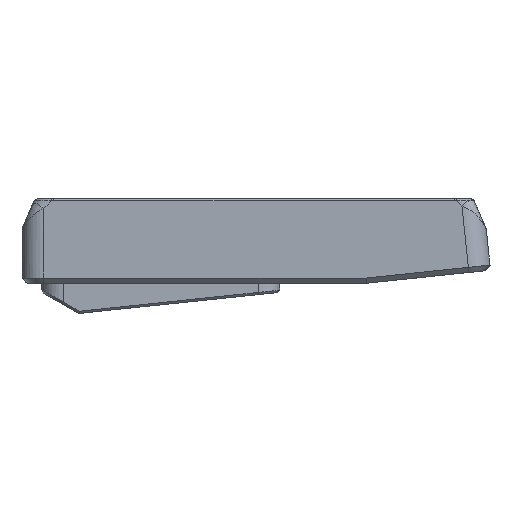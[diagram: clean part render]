
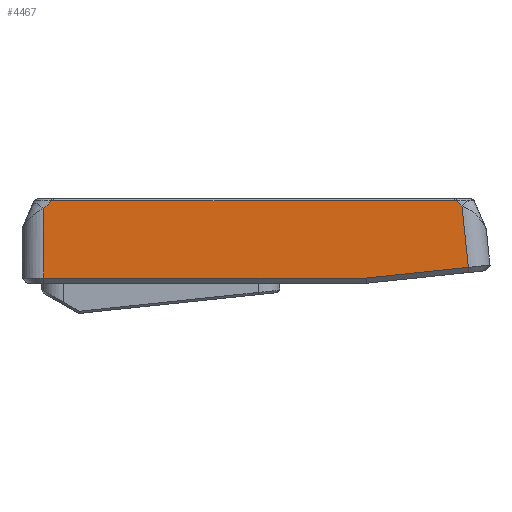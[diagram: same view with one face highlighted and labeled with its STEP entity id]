
A CAD part, left-side view. The second image highlights one B-rep face of the part: STEP entity #4467.
In plain terms, the highlighted planar face has unit normal (-1, 0, 0).
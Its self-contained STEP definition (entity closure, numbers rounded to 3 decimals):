
#46=B_SPLINE_CURVE_WITH_KNOTS('',3,(#7019,#7020,#7021,#7022,#7023),
 .UNSPECIFIED.,.F.,.F.,(4,1,4),(-1.053,-0.992,-0.866),
 .UNSPECIFIED.);
#47=B_SPLINE_CURVE_WITH_KNOTS('',3,(#7025,#7026,#7027,#7028),
 .UNSPECIFIED.,.F.,.F.,(4,4),(-0.612,-0.562),
 .UNSPECIFIED.);
#48=B_SPLINE_CURVE_WITH_KNOTS('',3,(#7032,#7033,#7034,#7035),
 .UNSPECIFIED.,.F.,.F.,(4,4),(-0.05,0.),
 .UNSPECIFIED.);
#49=B_SPLINE_CURVE_WITH_KNOTS('',3,(#7036,#7037,#7038,#7039,#7040),
 .UNSPECIFIED.,.F.,.F.,(4,1,4),(-0.216,0.,0.059),
 .UNSPECIFIED.);
#364=FACE_OUTER_BOUND('',#640,.T.);
#640=EDGE_LOOP('',(#3549,#3550,#3551,#3552,#3553,#3554,#3555,#3556,#3557));
#1182=LINE('',#6963,#1603);
#1195=LINE('',#6996,#1616);
#1198=LINE('',#7005,#1619);
#1199=LINE('',#7017,#1620);
#1200=LINE('',#7030,#1621);
#1603=VECTOR('',#5712,10.);
#1616=VECTOR('',#5747,10.);
#1619=VECTOR('',#5758,10.);
#1620=VECTOR('',#5761,10.);
#1621=VECTOR('',#5762,10.);
#2043=VERTEX_POINT('',#6961);
#2044=VERTEX_POINT('',#6962);
#2052=VERTEX_POINT('',#6989);
#2055=VERTEX_POINT('',#7004);
#2056=VERTEX_POINT('',#7016);
#2057=VERTEX_POINT('',#7018);
#2058=VERTEX_POINT('',#7024);
#2059=VERTEX_POINT('',#7029);
#2060=VERTEX_POINT('',#7031);
#2568=EDGE_CURVE('',#2043,#2044,#1182,.T.);
#2586=EDGE_CURVE('',#2052,#2043,#1195,.T.);
#2590=EDGE_CURVE('',#2044,#2055,#1198,.T.);
#2592=EDGE_CURVE('',#2056,#2052,#1199,.T.);
#2593=EDGE_CURVE('',#2057,#2056,#46,.T.);
#2594=EDGE_CURVE('',#2058,#2057,#47,.T.);
#2595=EDGE_CURVE('',#2059,#2058,#1200,.T.);
#2596=EDGE_CURVE('',#2060,#2059,#48,.T.);
#2597=EDGE_CURVE('',#2055,#2060,#49,.T.);
#3549=ORIENTED_EDGE('',*,*,#2568,.F.);
#3550=ORIENTED_EDGE('',*,*,#2586,.F.);
#3551=ORIENTED_EDGE('',*,*,#2592,.F.);
#3552=ORIENTED_EDGE('',*,*,#2593,.F.);
#3553=ORIENTED_EDGE('',*,*,#2594,.F.);
#3554=ORIENTED_EDGE('',*,*,#2595,.F.);
#3555=ORIENTED_EDGE('',*,*,#2596,.F.);
#3556=ORIENTED_EDGE('',*,*,#2597,.F.);
#3557=ORIENTED_EDGE('',*,*,#2590,.F.);
#4284=PLANE('',#4857);
#4467=ADVANCED_FACE('',(#364),#4284,.T.);
#4857=AXIS2_PLACEMENT_3D('',#7015,#5759,#5760);
#5712=DIRECTION('',(0.,1.,0.));
#5747=DIRECTION('',(0.,0.995,-0.105));
#5758=DIRECTION('',(0.,0.,1.));
#5759=DIRECTION('center_axis',(-1.,0.,0.));
#5760=DIRECTION('ref_axis',(0.,0.,1.));
#5761=DIRECTION('',(0.,-0.105,-0.995));
#5762=DIRECTION('',(0.,-1.,0.));
#6961=CARTESIAN_POINT('',(-12.325,-63.887,-11.3));
#6962=CARTESIAN_POINT('',(-12.325,10.325,-11.3));
#6963=CARTESIAN_POINT('',(-12.325,-51.275,-11.3));
#6989=CARTESIAN_POINT('',(-12.325,-87.425,-8.826));
#6996=CARTESIAN_POINT('',(-12.325,-66.081,-11.069));
#7004=CARTESIAN_POINT('',(-12.325,10.325,4.672));
#7005=CARTESIAN_POINT('',(-12.325,10.325,-7.625));
#7015=CARTESIAN_POINT('Origin',(-12.325,-38.599,-2.75));
#7016=CARTESIAN_POINT('',(-12.325,-85.944,5.269));
#7017=CARTESIAN_POINT('',(-12.325,-86.406,0.868));
#7018=CARTESIAN_POINT('',(-12.325,-84.699,6.5));
#7019=CARTESIAN_POINT('Ctrl Pts',(-12.325,-84.699,6.5));
#7020=CARTESIAN_POINT('Ctrl Pts',(-12.325,-84.833,6.367));
#7021=CARTESIAN_POINT('Ctrl Pts',(-12.325,-85.249,5.955));
#7022=CARTESIAN_POINT('Ctrl Pts',(-12.325,-85.664,5.545));
#7023=CARTESIAN_POINT('Ctrl Pts',(-12.325,-85.944,5.269));
#7024=CARTESIAN_POINT('',(-12.325,-84.194,6.5));
#7025=CARTESIAN_POINT('Ctrl Pts',(-12.325,-84.194,6.5));
#7026=CARTESIAN_POINT('Ctrl Pts',(-12.325,-84.362,6.5));
#7027=CARTESIAN_POINT('Ctrl Pts',(-12.325,-84.53,6.5));
#7028=CARTESIAN_POINT('Ctrl Pts',(-12.325,-84.699,6.5));
#7029=CARTESIAN_POINT('',(-12.325,8.014,6.5));
#7030=CARTESIAN_POINT('',(-12.325,-13.137,6.5));
#7031=CARTESIAN_POINT('',(-12.325,8.51,6.5));
#7032=CARTESIAN_POINT('Ctrl Pts',(-12.325,8.51,6.5));
#7033=CARTESIAN_POINT('Ctrl Pts',(-12.325,8.348,6.5));
#7034=CARTESIAN_POINT('Ctrl Pts',(-12.325,8.183,6.5));
#7035=CARTESIAN_POINT('Ctrl Pts',(-12.325,8.014,6.5));
#7036=CARTESIAN_POINT('Ctrl Pts',(-12.325,10.325,4.672));
#7037=CARTESIAN_POINT('Ctrl Pts',(-12.325,9.85,5.151));
#7038=CARTESIAN_POINT('Ctrl Pts',(-12.325,9.245,5.76));
#7039=CARTESIAN_POINT('Ctrl Pts',(-12.325,8.64,6.37));
#7040=CARTESIAN_POINT('Ctrl Pts',(-12.325,8.51,6.5));
